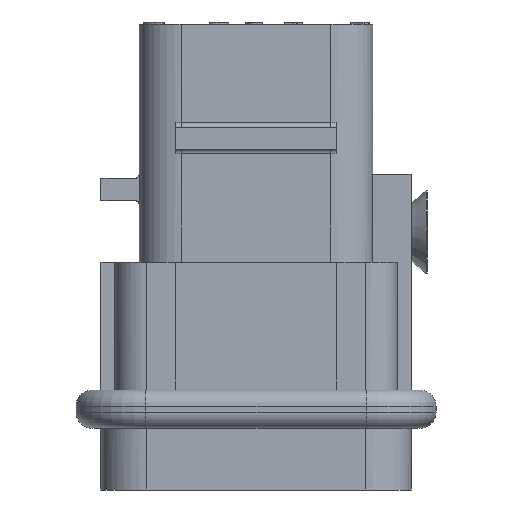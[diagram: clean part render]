
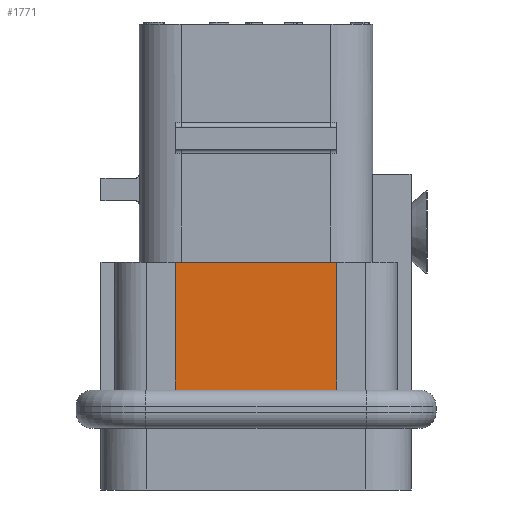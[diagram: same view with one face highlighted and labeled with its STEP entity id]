
A CAD part, left-side view. The second image highlights one B-rep face of the part: STEP entity #1771.
In plain terms, the highlighted planar face has unit normal (-1, 0, 0).
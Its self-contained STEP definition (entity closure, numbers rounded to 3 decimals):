
#1771=ADVANCED_FACE('',(#2855),#2421,.F.);
#2421=PLANE('',#13915);
#2855=FACE_OUTER_BOUND('',#3627,.T.);
#3627=EDGE_LOOP('',(#5605,#5606,#5607,#5608));
#5605=ORIENTED_EDGE('',*,*,#10148,.T.);
#5606=ORIENTED_EDGE('',*,*,#10149,.T.);
#5607=ORIENTED_EDGE('',*,*,#10144,.F.);
#5608=ORIENTED_EDGE('',*,*,#9849,.T.);
#8557=VERTEX_POINT('',#20484);
#8558=VERTEX_POINT('',#20486);
#8714=VERTEX_POINT('',#21348);
#8717=VERTEX_POINT('',#21356);
#9849=EDGE_CURVE('',#8558,#8557,#11430,.T.);
#10144=EDGE_CURVE('',#8558,#8714,#11613,.T.);
#10148=EDGE_CURVE('',#8557,#8717,#11614,.T.);
#10149=EDGE_CURVE('',#8717,#8714,#11615,.T.);
#11430=LINE('',#20485,#12538);
#11613=LINE('',#21347,#12721);
#11614=LINE('',#21355,#12722);
#11615=LINE('',#21357,#12723);
#12538=VECTOR('',#15331,1.);
#12721=VECTOR('',#15936,1.);
#12722=VECTOR('',#15945,1.);
#12723=VECTOR('',#15946,1.);
#13915=AXIS2_PLACEMENT_3D('',#21358,#15947,#15948);
#15331=DIRECTION('',(0.,1.,0.));
#15936=DIRECTION('',(0.,0.,-1.));
#15945=DIRECTION('',(0.,0.,-1.));
#15946=DIRECTION('',(0.,-1.,0.));
#15947=DIRECTION('',(1.,0.,0.));
#15948=DIRECTION('',(0.,-1.,0.));
#20484=CARTESIAN_POINT('',(-10.55,5.5,-0.35));
#20485=CARTESIAN_POINT('',(-10.55,-5.5,-0.35));
#20486=CARTESIAN_POINT('',(-10.55,-5.5,-0.35));
#21347=CARTESIAN_POINT('',(-10.55,-5.5,-0.35));
#21348=CARTESIAN_POINT('',(-10.55,-5.5,-9.185));
#21355=CARTESIAN_POINT('',(-10.55,5.5,-0.35));
#21356=CARTESIAN_POINT('',(-10.55,5.5,-9.185));
#21357=CARTESIAN_POINT('',(-10.55,7.5,-9.185));
#21358=CARTESIAN_POINT('',(-10.55,-5.5,-0.35));
